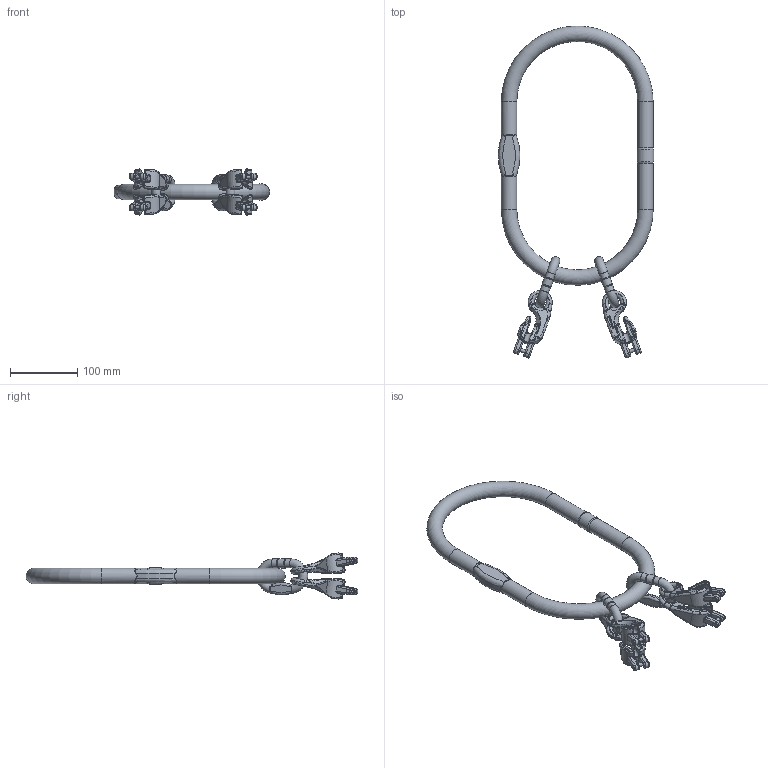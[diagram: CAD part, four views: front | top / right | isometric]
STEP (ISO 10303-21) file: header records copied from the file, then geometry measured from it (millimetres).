
FILE_DESCRIPTION(/* description */ (''),/* implementation_level */ '2;1');
FILE_NAME(/* name */ 'pewag_LXKW_4-6',/* time_stamp */ '2010-03-04T09:53:52+01:00',/* author */ (''),/* organization */ (''),/* preprocessor_version */ 'ST-DEVELOPER v9',/* originating_system */ 'UGS - NX 4.0',/* authorisation */ '');
FILE_SCHEMA (('AUTOMOTIVE_DESIGN { 1 0 10303 214 1 1 1 1 }'));
Length unit declared in the file: millimetre
Products named in the file (1): ritEE32qzd9
Bounding box: 231.46 x 494.19 x 68.66 mm (x, y, z)
Volume: 583722.5 mm3; surface area: 127621.4 mm2
Topology: 11 solids, 11 shells, 1983 faces, 4995 edges, 3060 vertices
Faces by surface type: plane 578, bspline 448, cylinder 393, extrusion 392, torus 118, sphere 32, cone 22
Full cylindrical faces by diameter (mm): 5 x12, 13 x4, 13.975 x2, 23 x4, 24.725 x1
Entity records: 72161 total; most frequent: CARTESIAN_POINT 29696, ORIENTED_EDGE 9832, DIRECTION 7032, EDGE_CURVE 4916, VERTEX_POINT 3040, AXIS2_PLACEMENT_3D 2484, B_SPLINE_CURVE_WITH_KNOTS 2252, EDGE_LOOP 2098
